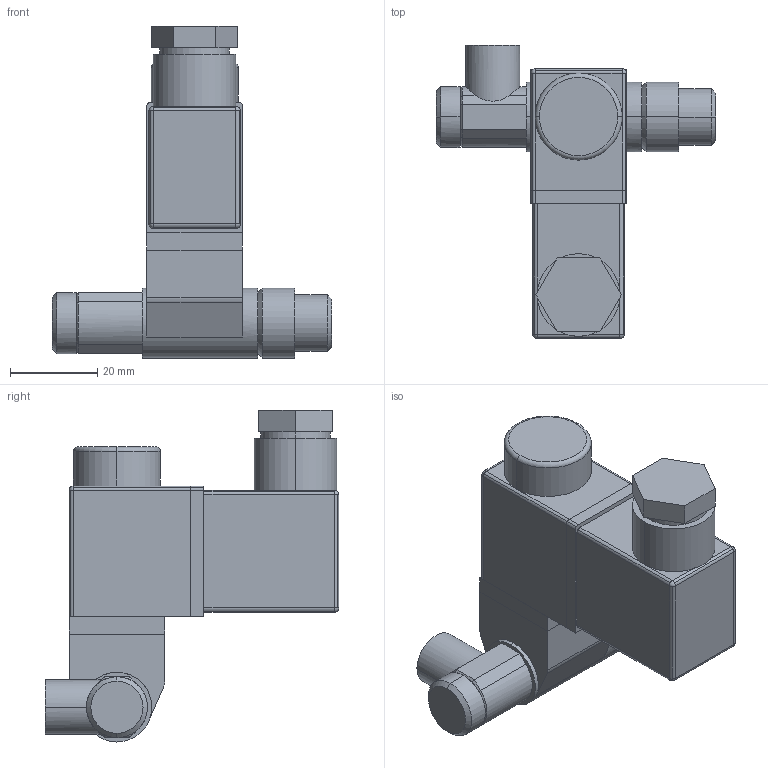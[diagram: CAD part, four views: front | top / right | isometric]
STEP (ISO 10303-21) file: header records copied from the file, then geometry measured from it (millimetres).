
FILE_DESCRIPTION (( 'STEP AP214' ), '1' );
FILE_NAME ('008268_(Standard).step', '2021-05-25T08:23:59', ( '' ), ( '' ), 'SwSTEP 2.0', 'SolidWorks 2018', '' );
FILE_SCHEMA (( 'AUTOMOTIVE_DESIGN' ));
Length unit declared in the file: millimetre
Products named in the file (2): 008268_(Standard)
Bounding box: 64.2 x 67.5 x 76.3 mm (x, y, z)
Volume: 66139.2 mm3; surface area: 19641 mm2
Topology: 8 solids, 8 shells, 146 faces, 335 edges, 203 vertices
Faces by surface type: plane 73, cylinder 53, cone 12, sphere 6, torus 2
Entity records: 4764 total; most frequent: DIRECTION 752, CARTESIAN_POINT 742, ORIENTED_EDGE 658, EDGE_CURVE 329, AXIS2_PLACEMENT_3D 281, VERTEX_POINT 203, LINE 190, VECTOR 190
